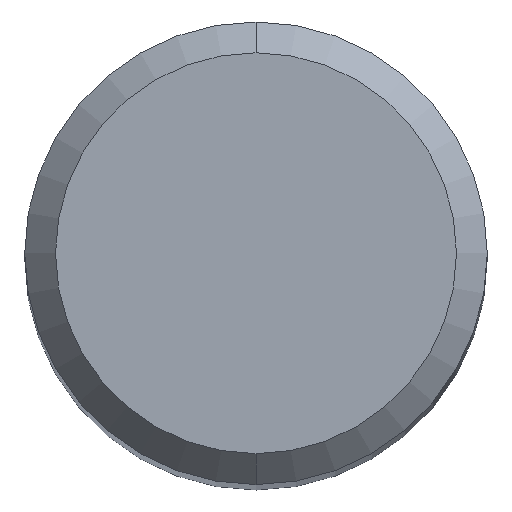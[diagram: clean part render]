
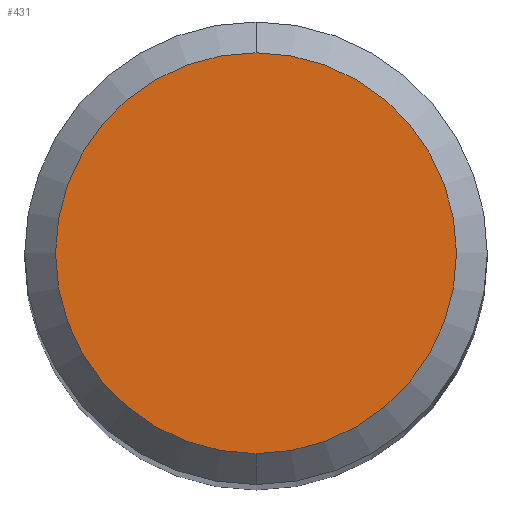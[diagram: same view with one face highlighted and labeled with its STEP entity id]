
A CAD part, top view. The second image highlights one B-rep face of the part: STEP entity #431.
In plain terms, the highlighted planar face has unit normal (0, 0, 1).
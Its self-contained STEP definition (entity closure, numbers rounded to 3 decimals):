
#413=EDGE_CURVE('',#805,#713,#994,.T.);
#431=ADVANCED_FACE('',(#1012),#1013,.T.);
#591=EDGE_CURVE('',#713,#805,#1186,.T.);
#713=VERTEX_POINT('',#1320);
#805=VERTEX_POINT('',#1420);
#994=CIRCLE('',#2753,2.6);
#1012=FACE_OUTER_BOUND('',#2815,.T.);
#1013=PLANE('',#2816);
#1186=CIRCLE('',#3405,2.6);
#1320=CARTESIAN_POINT('',(0.,-2.6,0.0));
#1420=CARTESIAN_POINT('',(0.0,2.6,0.0));
#2753=AXIS2_PLACEMENT_3D('',#5395,#5396,#5397);
#2815=EDGE_LOOP('',(#5400,#5401));
#2816=AXIS2_PLACEMENT_3D('',#5402,#5403,#5404);
#3405=AXIS2_PLACEMENT_3D('',#5569,#5570,#5571);
#5395=CARTESIAN_POINT('',(0.0,0.0,0.0));
#5396=DIRECTION('',(0.0,0.0,-1.0));
#5397=DIRECTION('',(0.0,1.0,0.0));
#5400=ORIENTED_EDGE('',*,*,#413,.F.);
#5401=ORIENTED_EDGE('',*,*,#591,.F.);
#5402=CARTESIAN_POINT('',(0.0,1.3,0.0));
#5403=DIRECTION('',(-0.0,0.0,1.0));
#5404=DIRECTION('',(0.0,-1.0,0.0));
#5569=CARTESIAN_POINT('',(0.0,0.0,0.0));
#5570=DIRECTION('',(0.0,0.0,-1.0));
#5571=DIRECTION('',(0.0,1.0,0.0));
